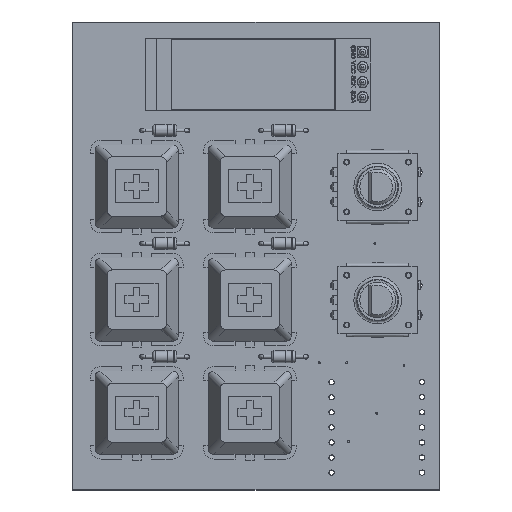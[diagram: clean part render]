
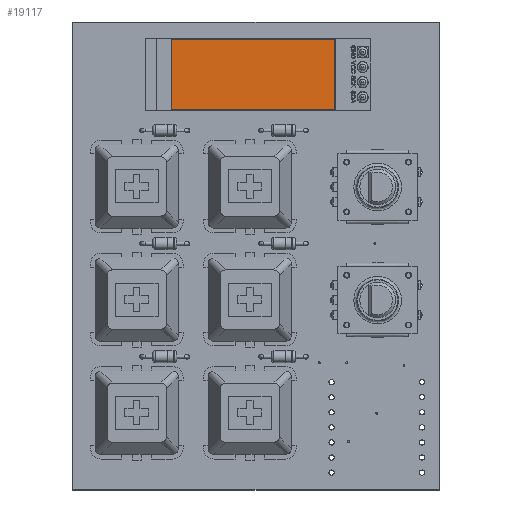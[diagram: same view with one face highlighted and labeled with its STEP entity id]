
A CAD part, top view. The second image highlights one B-rep face of the part: STEP entity #19117.
In plain terms, the highlighted planar face has unit normal (0, 0, 1).
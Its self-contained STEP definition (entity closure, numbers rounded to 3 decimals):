
#19008 = VERTEX_POINT('',#19009);
#19009 = CARTESIAN_POINT('',(-5.945,32.215,2.5));
#19015 = EDGE_CURVE('',#19016,#19008,#19018,.T.);
#19016 = VERTEX_POINT('',#19017);
#19017 = CARTESIAN_POINT('',(5.921,32.215,2.5));
#19018 = LINE('',#19019,#19020);
#19019 = CARTESIAN_POINT('',(5.921,32.215,2.5));
#19020 = VECTOR('',#19021,1.);
#19021 = DIRECTION('',(-1.,0.,0.));
#19046 = EDGE_CURVE('',#19047,#19016,#19049,.T.);
#19047 = VERTEX_POINT('',#19048);
#19048 = CARTESIAN_POINT('',(5.921,4.676,2.5));
#19049 = LINE('',#19050,#19051);
#19050 = CARTESIAN_POINT('',(5.921,4.676,2.5));
#19051 = VECTOR('',#19052,1.);
#19052 = DIRECTION('',(0.,1.,0.));
#19077 = EDGE_CURVE('',#19078,#19047,#19080,.T.);
#19078 = VERTEX_POINT('',#19079);
#19079 = CARTESIAN_POINT('',(-5.945,4.676,2.5));
#19080 = LINE('',#19081,#19082);
#19081 = CARTESIAN_POINT('',(-5.945,4.676,2.5));
#19082 = VECTOR('',#19083,1.);
#19083 = DIRECTION('',(1.,0.,0.));
#19106 = EDGE_CURVE('',#19008,#19078,#19107,.T.);
#19107 = LINE('',#19108,#19109);
#19108 = CARTESIAN_POINT('',(-5.945,32.215,2.5));
#19109 = VECTOR('',#19110,1.);
#19110 = DIRECTION('',(0.,-1.,0.));
#19117 = ADVANCED_FACE('',(#19118),#19124,.T.);
#19118 = FACE_BOUND('',#19119,.T.);
#19119 = EDGE_LOOP('',(#19120,#19121,#19122,#19123));
#19120 = ORIENTED_EDGE('',*,*,#19106,.T.);
#19121 = ORIENTED_EDGE('',*,*,#19077,.T.);
#19122 = ORIENTED_EDGE('',*,*,#19046,.T.);
#19123 = ORIENTED_EDGE('',*,*,#19015,.T.);
#19124 = PLANE('',#19125);
#19125 = AXIS2_PLACEMENT_3D('',#19126,#19127,#19128);
#19126 = CARTESIAN_POINT('',(-0.012,18.446,2.5));
#19127 = DIRECTION('',(0.,0.,1.));
#19128 = DIRECTION('',(1.,0.,-0.));
